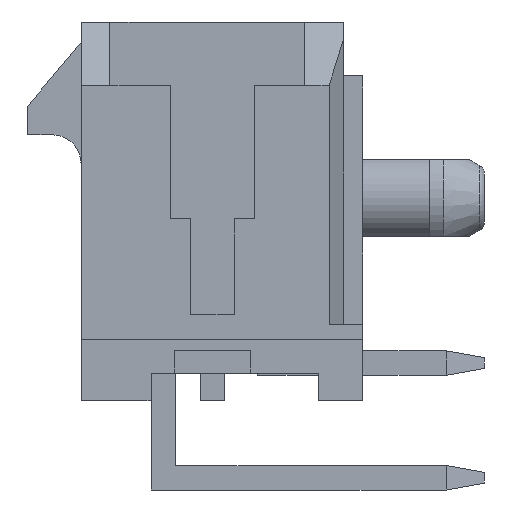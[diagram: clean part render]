
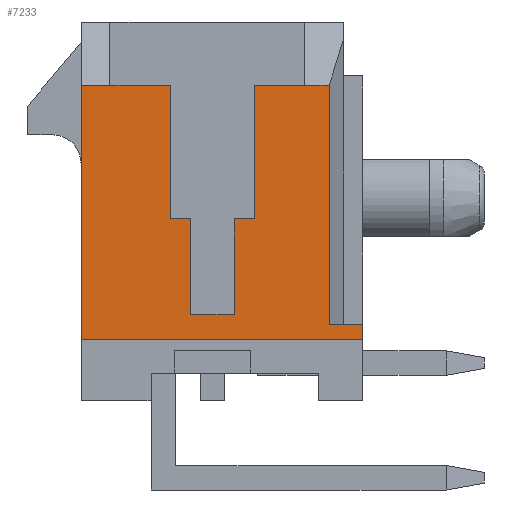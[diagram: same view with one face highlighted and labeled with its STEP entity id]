
A CAD part, left-side view. The second image highlights one B-rep face of the part: STEP entity #7233.
In plain terms, the highlighted planar face has unit normal (-1, 0, 0).
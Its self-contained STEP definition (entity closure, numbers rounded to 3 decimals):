
#218=FACE_OUTER_BOUND('',#629,.T.);
#629=EDGE_LOOP('',(#4759,#4760,#4761,#4762,#4763,#4764,#4765,#4766,#4767,
#4768,#4769,#4770,#4771,#4772,#4773,#4774));
#1060=LINE('',#9965,#2068);
#1061=LINE('',#9967,#2069);
#1062=LINE('',#9969,#2070);
#1063=LINE('',#9971,#2071);
#1064=LINE('',#9973,#2072);
#1065=LINE('',#9975,#2073);
#1066=LINE('',#9977,#2074);
#1067=LINE('',#9979,#2075);
#1068=LINE('',#9981,#2076);
#1069=LINE('',#9983,#2077);
#1070=LINE('',#9985,#2078);
#1071=LINE('',#9987,#2079);
#1072=LINE('',#9989,#2080);
#1073=LINE('',#9991,#2081);
#1074=LINE('',#9993,#2082);
#1075=LINE('',#9994,#2083);
#2068=VECTOR('',#8093,3.5);
#2069=VECTOR('',#8094,0.525);
#2070=VECTOR('',#8095,2.5);
#2071=VECTOR('',#8096,1.15);
#2072=VECTOR('',#8097,2.5);
#2073=VECTOR('',#8098,0.525);
#2074=VECTOR('',#8099,3.5);
#2075=VECTOR('',#8100,1.58);
#2076=VECTOR('',#8101,0.755);
#2077=VECTOR('',#8102,6.66);
#2078=VECTOR('',#8103,7.37);
#2079=VECTOR('',#8104,0.4);
#2080=VECTOR('',#8105,0.88);
#2081=VECTOR('',#8106,6.26);
#2082=VECTOR('',#8107,0.645);
#2083=VECTOR('',#8108,1.31);
#3076=VERTEX_POINT('',#9963);
#3077=VERTEX_POINT('',#9964);
#3078=VERTEX_POINT('',#9966);
#3079=VERTEX_POINT('',#9968);
#3080=VERTEX_POINT('',#9970);
#3081=VERTEX_POINT('',#9972);
#3082=VERTEX_POINT('',#9974);
#3083=VERTEX_POINT('',#9976);
#3084=VERTEX_POINT('',#9978);
#3085=VERTEX_POINT('',#9980);
#3086=VERTEX_POINT('',#9982);
#3087=VERTEX_POINT('',#9984);
#3088=VERTEX_POINT('',#9986);
#3089=VERTEX_POINT('',#9988);
#3090=VERTEX_POINT('',#9990);
#3091=VERTEX_POINT('',#9992);
#3723=EDGE_CURVE('',#3076,#3077,#1060,.T.);
#3724=EDGE_CURVE('',#3077,#3078,#1061,.T.);
#3725=EDGE_CURVE('',#3078,#3079,#1062,.T.);
#3726=EDGE_CURVE('',#3079,#3080,#1063,.T.);
#3727=EDGE_CURVE('',#3080,#3081,#1064,.T.);
#3728=EDGE_CURVE('',#3081,#3082,#1065,.T.);
#3729=EDGE_CURVE('',#3083,#3082,#1066,.T.);
#3730=EDGE_CURVE('',#3083,#3084,#1067,.T.);
#3731=EDGE_CURVE('',#3085,#3084,#1068,.T.);
#3732=EDGE_CURVE('',#3086,#3085,#1069,.T.);
#3733=EDGE_CURVE('',#3087,#3086,#1070,.T.);
#3734=EDGE_CURVE('',#3088,#3087,#1071,.T.);
#3735=EDGE_CURVE('',#3088,#3089,#1072,.T.);
#3736=EDGE_CURVE('',#3090,#3089,#1073,.T.);
#3737=EDGE_CURVE('',#3091,#3090,#1074,.T.);
#3738=EDGE_CURVE('',#3091,#3076,#1075,.T.);
#4759=ORIENTED_EDGE('',*,*,#3723,.T.);
#4760=ORIENTED_EDGE('',*,*,#3724,.T.);
#4761=ORIENTED_EDGE('',*,*,#3725,.T.);
#4762=ORIENTED_EDGE('',*,*,#3726,.T.);
#4763=ORIENTED_EDGE('',*,*,#3727,.T.);
#4764=ORIENTED_EDGE('',*,*,#3728,.T.);
#4765=ORIENTED_EDGE('',*,*,#3729,.F.);
#4766=ORIENTED_EDGE('',*,*,#3730,.T.);
#4767=ORIENTED_EDGE('',*,*,#3731,.F.);
#4768=ORIENTED_EDGE('',*,*,#3732,.F.);
#4769=ORIENTED_EDGE('',*,*,#3733,.F.);
#4770=ORIENTED_EDGE('',*,*,#3734,.F.);
#4771=ORIENTED_EDGE('',*,*,#3735,.T.);
#4772=ORIENTED_EDGE('',*,*,#3736,.F.);
#4773=ORIENTED_EDGE('',*,*,#3737,.F.);
#4774=ORIENTED_EDGE('',*,*,#3738,.T.);
#6831=PLANE('',#7658);
#7233=ADVANCED_FACE('',(#218),#6831,.F.);
#7658=AXIS2_PLACEMENT_3D('',#9962,#8091,#8092);
#8091=DIRECTION('center_axis',(1.,0.,0.));
#8092=DIRECTION('ref_axis',(0.,0.,-1.));
#8093=DIRECTION('',(0.,0.,-1.));
#8094=DIRECTION('',(0.,1.,0.));
#8095=DIRECTION('',(0.,0.,-1.));
#8096=DIRECTION('',(0.,1.,0.));
#8097=DIRECTION('',(0.,0.,1.));
#8098=DIRECTION('',(0.,1.,0.));
#8099=DIRECTION('',(0.,0.,-1.));
#8100=DIRECTION('',(0.,1.,0.));
#8101=DIRECTION('',(0.,-1.,0.));
#8102=DIRECTION('',(0.,0.,1.));
#8103=DIRECTION('',(0.,1.,0.));
#8104=DIRECTION('',(0.,0.,-1.));
#8105=DIRECTION('',(0.,1.,0.));
#8106=DIRECTION('',(0.,0.,-1.));
#8107=DIRECTION('',(0.,-1.,0.));
#8108=DIRECTION('',(0.,1.,0.));
#9962=CARTESIAN_POINT('Origin',(-7.825,0.,0.));
#9963=CARTESIAN_POINT('',(-7.825,-1.1,3.3));
#9964=CARTESIAN_POINT('',(-7.825,-1.1,-0.2));
#9965=CARTESIAN_POINT('',(-7.825,-1.1,3.3));
#9966=CARTESIAN_POINT('',(-7.825,-0.575,-0.2));
#9967=CARTESIAN_POINT('',(-7.825,-1.1,-0.2));
#9968=CARTESIAN_POINT('',(-7.825,-0.575,-2.7));
#9969=CARTESIAN_POINT('',(-7.825,-0.575,-0.2));
#9970=CARTESIAN_POINT('',(-7.825,0.575,-2.7));
#9971=CARTESIAN_POINT('',(-7.825,-0.575,-2.7));
#9972=CARTESIAN_POINT('',(-7.825,0.575,-0.2));
#9973=CARTESIAN_POINT('',(-7.825,0.575,-2.7));
#9974=CARTESIAN_POINT('',(-7.825,1.1,-0.2));
#9975=CARTESIAN_POINT('',(-7.825,0.575,-0.2));
#9976=CARTESIAN_POINT('',(-7.825,1.1,3.3));
#9977=CARTESIAN_POINT('',(-7.825,1.1,3.3));
#9978=CARTESIAN_POINT('',(-7.825,2.68,3.3));
#9979=CARTESIAN_POINT('',(-7.825,1.1,3.3));
#9980=CARTESIAN_POINT('',(-7.825,3.435,3.3));
#9981=CARTESIAN_POINT('',(-7.825,3.435,3.3));
#9982=CARTESIAN_POINT('',(-7.825,3.435,-3.36));
#9983=CARTESIAN_POINT('',(-7.825,3.435,-3.36));
#9984=CARTESIAN_POINT('',(-7.825,-3.935,-3.36));
#9985=CARTESIAN_POINT('',(-7.825,-3.935,-3.36));
#9986=CARTESIAN_POINT('',(-7.825,-3.935,-2.96));
#9987=CARTESIAN_POINT('',(-7.825,-3.935,-2.96));
#9988=CARTESIAN_POINT('',(-7.825,-3.055,-2.96));
#9989=CARTESIAN_POINT('',(-7.825,-3.935,-2.96));
#9990=CARTESIAN_POINT('',(-7.825,-3.055,3.3));
#9991=CARTESIAN_POINT('',(-7.825,-3.055,3.3));
#9992=CARTESIAN_POINT('',(-7.825,-2.41,3.3));
#9993=CARTESIAN_POINT('',(-7.825,-2.41,3.3));
#9994=CARTESIAN_POINT('',(-7.825,-2.41,3.3));
